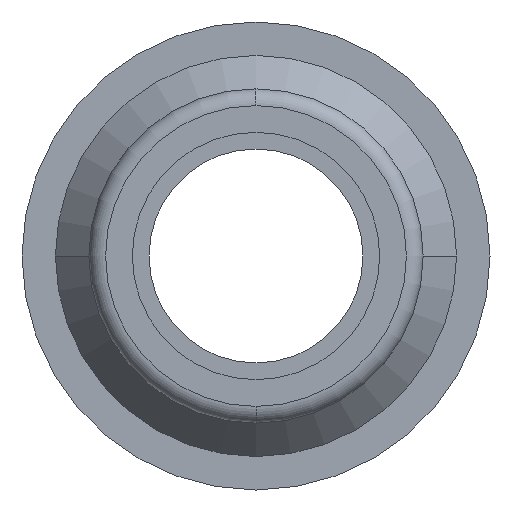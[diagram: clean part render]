
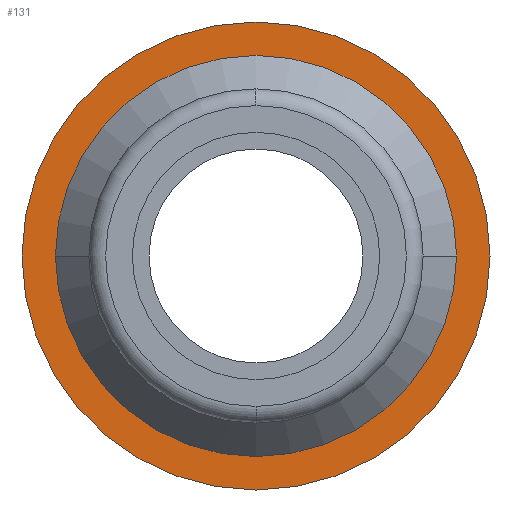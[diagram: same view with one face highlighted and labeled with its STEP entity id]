
A CAD part, front view. The second image highlights one B-rep face of the part: STEP entity #131.
In plain terms, the highlighted planar face has unit normal (0, -1, 0).
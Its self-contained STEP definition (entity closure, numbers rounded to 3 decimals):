
#131=ADVANCED_FACE('',(#265,#266),#267,.T.);
#265=FACE_OUTER_BOUND('',#396,.T.);
#266=FACE_BOUND('',#397,.T.);
#267=PLANE('',#398);
#396=EDGE_LOOP('',(#704,#705));
#397=EDGE_LOOP('',(#706,#707));
#398=AXIS2_PLACEMENT_3D('',#708,#709,#710);
#704=ORIENTED_EDGE('',*,*,#778,.T.);
#705=ORIENTED_EDGE('',*,*,#862,.T.);
#706=ORIENTED_EDGE('',*,*,#825,.F.);
#707=ORIENTED_EDGE('',*,*,#838,.F.);
#708=CARTESIAN_POINT('',(0.0,20.0,0.0));
#709=DIRECTION('',(0.0,-1.0,0.0));
#710=DIRECTION('',(-1.0,0.0,0.0));
#778=EDGE_CURVE('',#924,#926,#928,.T.);
#825=EDGE_CURVE('',#996,#994,#998,.T.);
#838=EDGE_CURVE('',#994,#996,#1017,.T.);
#862=EDGE_CURVE('',#926,#924,#1046,.T.);
#924=VERTEX_POINT('',#1115);
#926=VERTEX_POINT('',#1118);
#928=CIRCLE('',#1121,7.0);
#994=VERTEX_POINT('',#1195);
#996=VERTEX_POINT('',#1198);
#998=CIRCLE('',#1201,6.0);
#1017=CIRCLE('',#1222,6.0);
#1046=CIRCLE('',#1255,7.0);
#1115=CARTESIAN_POINT('',(7.0,20.0,0.0));
#1118=CARTESIAN_POINT('',(-7.0,20.0,0.));
#1121=AXIS2_PLACEMENT_3D('',#1325,#1326,#1327);
#1195=CARTESIAN_POINT('',(6.0,20.0,0.));
#1198=CARTESIAN_POINT('',(-6.0,20.0,0.));
#1201=AXIS2_PLACEMENT_3D('',#1410,#1411,#1412);
#1222=AXIS2_PLACEMENT_3D('',#1433,#1434,#1435);
#1255=AXIS2_PLACEMENT_3D('',#1470,#1471,#1472);
#1325=CARTESIAN_POINT('',(0.0,20.0,0.0));
#1326=DIRECTION('',(0.0,-1.0,0.0));
#1327=DIRECTION('',(1.0,0.0,0.0));
#1410=CARTESIAN_POINT('',(0.0,20.0,0.0));
#1411=DIRECTION('',(0.0,-1.0,0.0));
#1412=DIRECTION('',(1.0,0.0,0.0));
#1433=CARTESIAN_POINT('',(0.0,20.0,0.0));
#1434=DIRECTION('',(0.0,-1.0,0.0));
#1435=DIRECTION('',(1.0,0.0,0.0));
#1470=CARTESIAN_POINT('',(0.0,20.0,0.0));
#1471=DIRECTION('',(0.0,-1.0,0.0));
#1472=DIRECTION('',(1.0,0.0,0.0));
